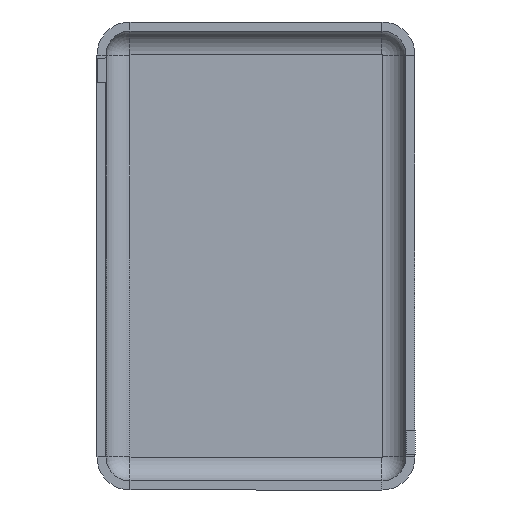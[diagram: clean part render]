
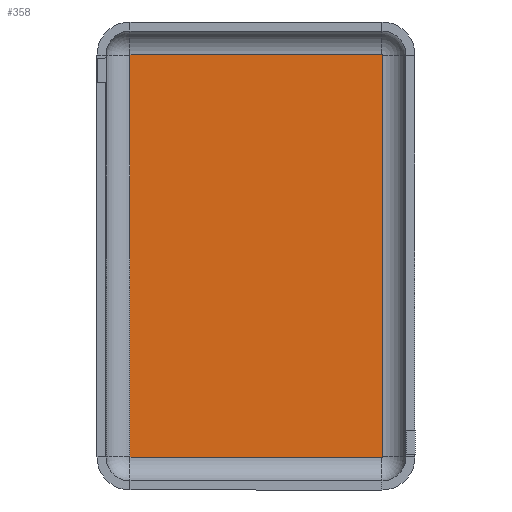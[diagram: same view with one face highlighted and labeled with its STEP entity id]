
A CAD part, front view. The second image highlights one B-rep face of the part: STEP entity #358.
In plain terms, the highlighted planar face has unit normal (0, -1, 0).
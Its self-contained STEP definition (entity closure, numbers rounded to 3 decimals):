
#11 = PLANE ( 'NONE',  #1197 ) ;
#14 = ORIENTED_EDGE ( 'NONE', *, *, #991, .F. ) ;
#16 = CARTESIAN_POINT ( 'NONE',  ( -4.2, -0.3, 6.71 ) ) ;
#28 = CARTESIAN_POINT ( 'NONE',  ( -4.21, -0.3, -6.7 ) ) ;
#43 = ORIENTED_EDGE ( 'NONE', *, *, #185, .F. ) ;
#49 = VERTEX_POINT ( 'NONE', #901 ) ;
#68 = ORIENTED_EDGE ( 'NONE', *, *, #1308, .F. ) ;
#77 = CARTESIAN_POINT ( 'NONE',  ( -4.21, -0.3, -6.7 ) ) ;
#116 = DIRECTION ( 'NONE',  ( 0., 1., 0. ) ) ;
#134 = DIRECTION ( 'NONE',  ( 1., 0., 0. ) ) ;
#179 = VERTEX_POINT ( 'NONE', #77 ) ;
#185 = EDGE_CURVE ( 'NONE', #1073, #872, #446, .T. ) ;
#203 = EDGE_CURVE ( 'NONE', #768, #1073, #1267, .T. ) ;
#257 = AXIS2_PLACEMENT_3D ( 'NONE', #1383, #528, #546 ) ;
#264 = VECTOR ( 'NONE', #756, 1000. ) ;
#303 = AXIS2_PLACEMENT_3D ( 'NONE', #791, #1371, #912 ) ;
#319 = CARTESIAN_POINT ( 'NONE',  ( 4.2, -0.3, 6.7 ) ) ;
#325 = CIRCLE ( 'NONE', #257, 0.01 ) ;
#355 = DIRECTION ( 'NONE',  ( 0., 0., 1. ) ) ;
#358 = ADVANCED_FACE ( 'NONE', ( #1421 ), #11, .T. ) ;
#387 = EDGE_CURVE ( 'NONE', #179, #658, #801, .T. ) ;
#446 = LINE ( 'NONE', #553, #264 ) ;
#496 = CARTESIAN_POINT ( 'NONE',  ( 4.21, -0.3, -6.7 ) ) ;
#498 = VECTOR ( 'NONE', #134, 1000. ) ;
#528 = DIRECTION ( 'NONE',  ( 0., 1., 0. ) ) ;
#529 = CIRCLE ( 'NONE', #742, 0.01 ) ;
#535 = ORIENTED_EDGE ( 'NONE', *, *, #607, .F. ) ;
#539 = DIRECTION ( 'NONE',  ( 0., 0., 1. ) ) ;
#546 = DIRECTION ( 'NONE',  ( 0., 0., 1. ) ) ;
#553 = CARTESIAN_POINT ( 'NONE',  ( 4.21, -0.3, 6.7 ) ) ;
#555 = DIRECTION ( 'NONE',  ( 0., 1., 0. ) ) ;
#572 = ORIENTED_EDGE ( 'NONE', *, *, #203, .F. ) ;
#597 = VERTEX_POINT ( 'NONE', #821 ) ;
#607 = EDGE_CURVE ( 'NONE', #872, #597, #325, .T. ) ;
#620 = DIRECTION ( 'NONE',  ( -1., 0., 0. ) ) ;
#648 = EDGE_CURVE ( 'NONE', #658, #1409, #529, .T. ) ;
#658 = VERTEX_POINT ( 'NONE', #1114 ) ;
#701 = VECTOR ( 'NONE', #620, 1000. ) ;
#727 = EDGE_CURVE ( 'NONE', #49, #179, #1000, .T. ) ;
#731 = CARTESIAN_POINT ( 'NONE',  ( 4.21, -0.3, 6.7 ) ) ;
#742 = AXIS2_PLACEMENT_3D ( 'NONE', #1012, #116, #355 ) ;
#753 = EDGE_LOOP ( 'NONE', ( #572, #68, #950, #1213, #870, #14, #535, #43 ) ) ;
#756 = DIRECTION ( 'NONE',  ( 0., 0., -1. ) ) ;
#768 = VERTEX_POINT ( 'NONE', #1259 ) ;
#776 = DIRECTION ( 'NONE',  ( 0., 0., -1. ) ) ;
#779 = DIRECTION ( 'NONE',  ( 0., -1., 0. ) ) ;
#791 = CARTESIAN_POINT ( 'NONE',  ( -4.2, -0.3, -6.7 ) ) ;
#801 = LINE ( 'NONE', #28, #1147 ) ;
#821 = CARTESIAN_POINT ( 'NONE',  ( 4.2, -0.3, -6.71 ) ) ;
#828 = AXIS2_PLACEMENT_3D ( 'NONE', #319, #555, #539 ) ;
#870 = ORIENTED_EDGE ( 'NONE', *, *, #727, .F. ) ;
#872 = VERTEX_POINT ( 'NONE', #496 ) ;
#885 = LINE ( 'NONE', #1292, #701 ) ;
#901 = CARTESIAN_POINT ( 'NONE',  ( -4.2, -0.3, -6.71 ) ) ;
#912 = DIRECTION ( 'NONE',  ( 0., 0., 1. ) ) ;
#928 = CARTESIAN_POINT ( 'NONE',  ( -4.2, -0.3, 6.71 ) ) ;
#950 = ORIENTED_EDGE ( 'NONE', *, *, #648, .F. ) ;
#965 = LINE ( 'NONE', #16, #498 ) ;
#991 = EDGE_CURVE ( 'NONE', #597, #49, #885, .T. ) ;
#1000 = CIRCLE ( 'NONE', #303, 0.01 ) ;
#1012 = CARTESIAN_POINT ( 'NONE',  ( -4.2, -0.3, 6.7 ) ) ;
#1073 = VERTEX_POINT ( 'NONE', #731 ) ;
#1114 = CARTESIAN_POINT ( 'NONE',  ( -4.21, -0.3, 6.7 ) ) ;
#1129 = DIRECTION ( 'NONE',  ( 0., 0., 1. ) ) ;
#1147 = VECTOR ( 'NONE', #1129, 1000. ) ;
#1197 = AXIS2_PLACEMENT_3D ( 'NONE', #1364, #779, #776 ) ;
#1213 = ORIENTED_EDGE ( 'NONE', *, *, #387, .F. ) ;
#1259 = CARTESIAN_POINT ( 'NONE',  ( 4.2, -0.3, 6.71 ) ) ;
#1267 = CIRCLE ( 'NONE', #828, 0.01 ) ;
#1292 = CARTESIAN_POINT ( 'NONE',  ( 4.2, -0.3, -6.71 ) ) ;
#1308 = EDGE_CURVE ( 'NONE', #1409, #768, #965, .T. ) ;
#1364 = CARTESIAN_POINT ( 'NONE',  ( 4.2, -0.3, 6.7 ) ) ;
#1371 = DIRECTION ( 'NONE',  ( 0., 1., 0. ) ) ;
#1383 = CARTESIAN_POINT ( 'NONE',  ( 4.2, -0.3, -6.7 ) ) ;
#1409 = VERTEX_POINT ( 'NONE', #928 ) ;
#1421 = FACE_OUTER_BOUND ( 'NONE', #753, .T. ) ;
